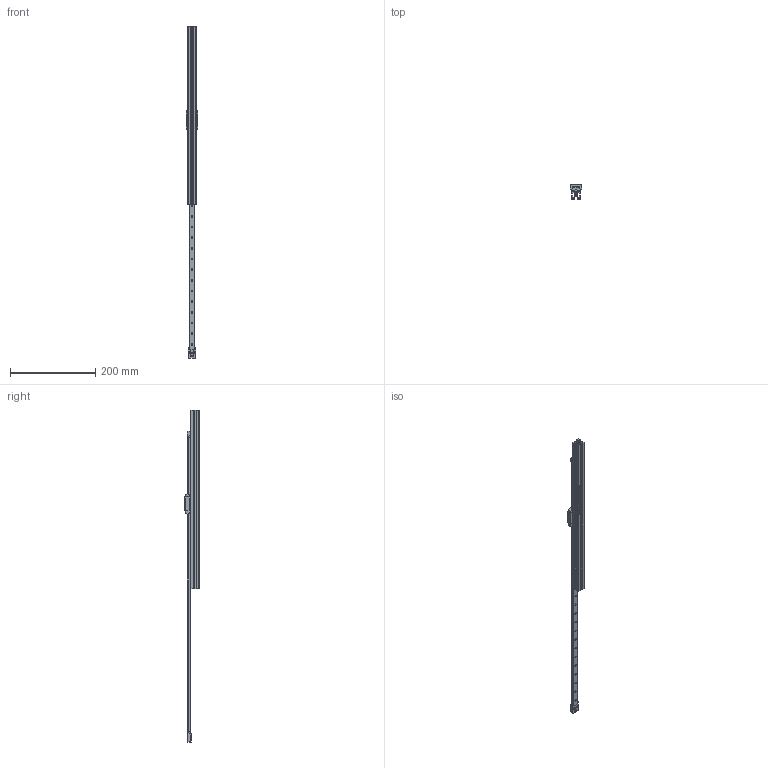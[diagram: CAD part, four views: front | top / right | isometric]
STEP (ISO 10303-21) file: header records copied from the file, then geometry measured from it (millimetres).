
FILE_DESCRIPTION (( 'STEP AP203' ), '1' );
FILE_NAME ('assembled_stops.step', '2016-03-08T04:38:12', ( '' ), ( '' ), 'SwSTEP 2.0', 'SolidWorks 2015', '' );
FILE_SCHEMA (( 'CONFIG_CONTROL_DESIGN' ));
Length unit declared in the file: millimetre
Products named in the file (6): mgn12h_linear_rail_300mm; stop_EndstopHolder; misumi-HFSB5-2020-extrusion_420mm; mgn12h_linear_rail_cartridge; stop_CarriageStop; assembled_stops
Assembly tree (5 placements, depth 2):
  assembled_stops
    misumi-HFSB5-2020-extrusion_420mm
    mgn12h_linear_rail_300mm
    mgn12h_linear_rail_cartridge
    stop_EndstopHolder
    stop_CarriageStop
Bounding box: 27 x 33 x 780 mm (x, y, z)
Volume: 150874.7 mm3; surface area: 116078.5 mm2
Topology: 7 solids, 7 shells, 503 faces, 1198 edges, 740 vertices
Faces by surface type: plane 215, cylinder 172, cone 112, sphere 4
Entity records: 15176 total; most frequent: DIRECTION 2664, CARTESIAN_POINT 2457, ORIENTED_EDGE 2388, EDGE_CURVE 1194, AXIS2_PLACEMENT_3D 963, VERTEX_POINT 740, LINE 738, VECTOR 738
